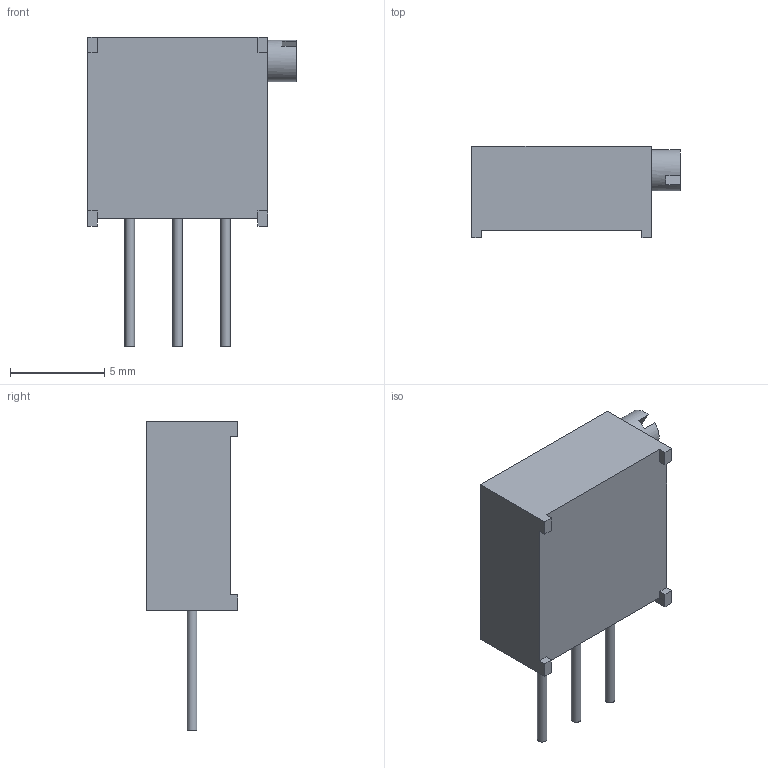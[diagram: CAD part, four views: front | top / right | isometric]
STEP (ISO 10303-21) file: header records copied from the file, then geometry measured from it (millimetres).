
FILE_DESCRIPTION(('FreeCAD Model'),'2;1');
FILE_NAME('Open CASCADE Shape Model','2024-05-09T20:16:18',( 'kicad StepUp'),('ksu MCAD'),'Open CASCADE STEP processor 7.6', 'FreeCAD','Unknown');
FILE_SCHEMA(('AUTOMOTIVE_DESIGN { 1 0 10303 214 1 1 1 1 }'));
Length unit declared in the file: millimetre
Products named in the file (1): Compound
Bounding box: 11.05 x 4.83 x 16.43 mm (x, y, z)
Volume: 422.9 mm3; surface area: 458.2 mm2
Topology: 3 solids, 3 shells, 241 faces, 673 edges, 444 vertices
Faces by surface type: extrusion 161, plane 76, cylinder 4
Full cylindrical faces by diameter (mm): 0.51 x3, 2.19 x1
Entity records: 7931 total; most frequent: CARTESIAN_POINT 2325, ORIENTED_EDGE 1346, DIRECTION 692, EDGE_CURVE 673, VECTOR 494, B_SPLINE_CURVE_WITH_KNOTS 483, VERTEX_POINT 444, LINE 333
